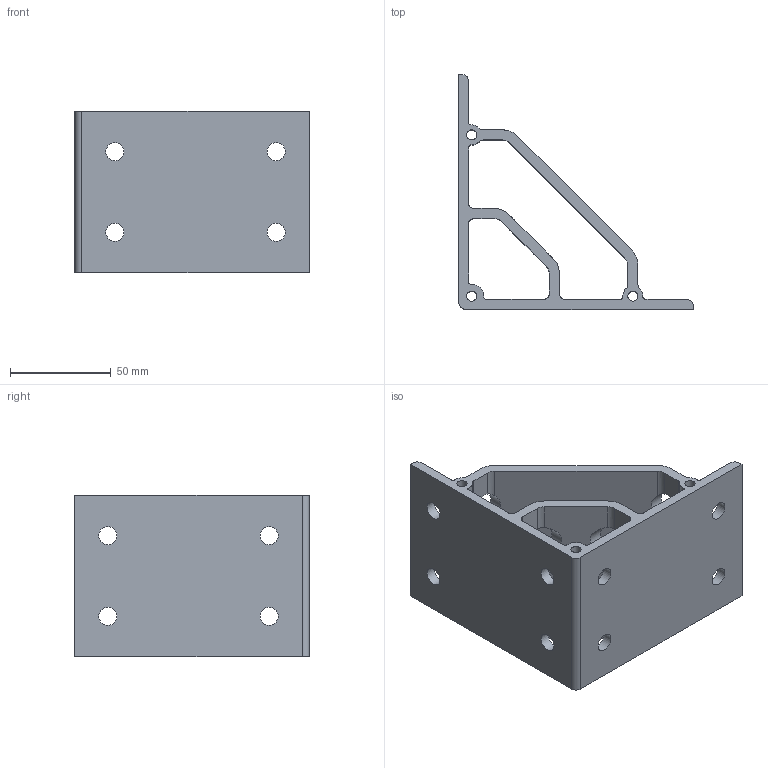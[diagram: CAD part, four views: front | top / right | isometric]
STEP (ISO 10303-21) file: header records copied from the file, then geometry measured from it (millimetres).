
FILE_DESCRIPTION((''),'2;1');
FILE_NAME('SZ6501N_A.stp','2013-08-30T11:44:10',('janine behrens'),(''),'Autodesk Inventor 2012','Autodesk Inventor 2012','');
FILE_SCHEMA(('AUTOMOTIVE_DESIGN { 1 0 10303 214 1 1 1 1 }'));
Length unit declared in the file: millimetre
Products named in the file (1): SZ6501N_A
Bounding box: 116.5 x 116.5 x 80 mm (x, y, z)
Volume: 161788.8 mm3; surface area: 72432.3 mm2
Topology: 1 solids, 1 shells, 85 faces, 281 edges, 182 vertices
Faces by surface type: cylinder 61, plane 24
Full cylindrical faces by diameter (mm): 5 x3, 9 x8, 15 x8
Entity records: 3278 total; most frequent: CARTESIAN_POINT 752, ORIENTED_EDGE 524, DIRECTION 516, EDGE_CURVE 262, AXIS2_PLACEMENT_3D 196, VERTEX_POINT 182, EDGE_LOOP 130, VECTOR 124
